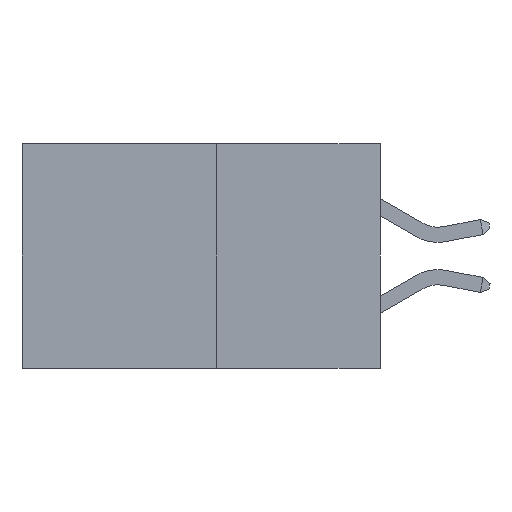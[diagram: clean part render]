
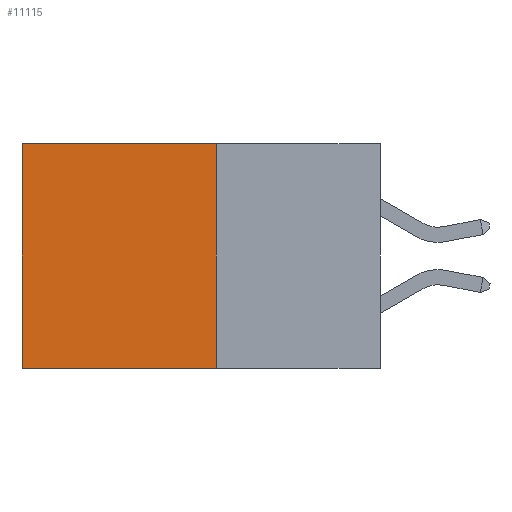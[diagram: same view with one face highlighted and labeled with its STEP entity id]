
A CAD part, left-side view. The second image highlights one B-rep face of the part: STEP entity #11115.
In plain terms, the highlighted planar face has unit normal (-1, 0, 0).
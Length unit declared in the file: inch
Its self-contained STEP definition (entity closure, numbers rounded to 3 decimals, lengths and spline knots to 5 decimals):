
#40 = CARTESIAN_POINT ( 'NONE',  ( 0.277, 0.27, -0.37 ) ) ;
#157 = CARTESIAN_POINT ( 'NONE',  ( 0.277, 0.27, 0. ) ) ;
#277 = VERTEX_POINT ( 'NONE', #8981 ) ;
#792 = DIRECTION ( 'NONE',  ( 0., 0., -1. ) ) ;
#793 = DIRECTION ( 'NONE',  ( 0., 1., 0. ) ) ;
#816 = CARTESIAN_POINT ( 'NONE',  ( 0.277, 0.27, -0.37 ) ) ;
#938 = LINE ( 'NONE', #157, #10714 ) ;
#1417 = CARTESIAN_POINT ( 'NONE',  ( 0.277, 0.59, 0. ) ) ;
#1547 = DIRECTION ( 'NONE',  ( 0., 1., 0. ) ) ;
#1753 = VERTEX_POINT ( 'NONE', #1417 ) ;
#2128 = DIRECTION ( 'NONE',  ( 0., 0., -1. ) ) ;
#3064 = AXIS2_PLACEMENT_3D ( 'NONE', #4084, #5389, #14218 ) ;
#3237 = FACE_OUTER_BOUND ( 'NONE', #15257, .T. ) ;
#4084 = CARTESIAN_POINT ( 'NONE',  ( 0.277, 0.27, -0.37 ) ) ;
#4103 = EDGE_CURVE ( 'NONE', #277, #4188, #12276, .T. ) ;
#4188 = VERTEX_POINT ( 'NONE', #40 ) ;
#4579 = VECTOR ( 'NONE', #2128, 39.37008 ) ;
#5389 = DIRECTION ( 'NONE',  ( 1., 0., 0. ) ) ;
#5760 = VERTEX_POINT ( 'NONE', #9262 ) ;
#7607 = ORIENTED_EDGE ( 'NONE', *, *, #12908, .F. ) ;
#8596 = CARTESIAN_POINT ( 'NONE',  ( 0.277, 0.27, -0.37 ) ) ;
#8957 = VECTOR ( 'NONE', #792, 39.37008 ) ;
#8981 = CARTESIAN_POINT ( 'NONE',  ( 0.277, 0.27, 0. ) ) ;
#9262 = CARTESIAN_POINT ( 'NONE',  ( 0.277, 0.59, -0.37 ) ) ;
#9931 = LINE ( 'NONE', #8596, #10316 ) ;
#10316 = VECTOR ( 'NONE', #793, 39.37008 ) ;
#10714 = VECTOR ( 'NONE', #1547, 39.37008 ) ;
#11115 = ADVANCED_FACE ( 'NONE', ( #3237 ), #11644, .F. ) ;
#11266 = LINE ( 'NONE', #14783, #4579 ) ;
#11644 = PLANE ( 'NONE',  #3064 ) ;
#11907 = EDGE_CURVE ( 'NONE', #277, #1753, #938, .T. ) ;
#12276 = LINE ( 'NONE', #816, #8957 ) ;
#12908 = EDGE_CURVE ( 'NONE', #4188, #5760, #9931, .T. ) ;
#13121 = ORIENTED_EDGE ( 'NONE', *, *, #4103, .F. ) ;
#13495 = EDGE_CURVE ( 'NONE', #1753, #5760, #11266, .T. ) ;
#14091 = ORIENTED_EDGE ( 'NONE', *, *, #13495, .T. ) ;
#14218 = DIRECTION ( 'NONE',  ( 0., 0., -1. ) ) ;
#14783 = CARTESIAN_POINT ( 'NONE',  ( 0.277, 0.59, -0.37 ) ) ;
#15257 = EDGE_LOOP ( 'NONE', ( #14091, #7607, #13121, #15907 ) ) ;
#15907 = ORIENTED_EDGE ( 'NONE', *, *, #11907, .T. ) ;
